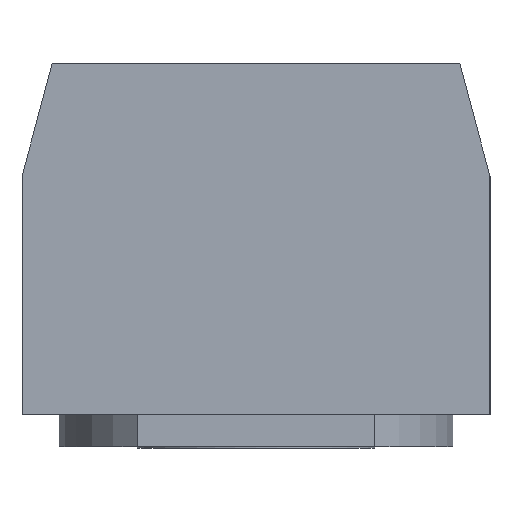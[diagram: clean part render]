
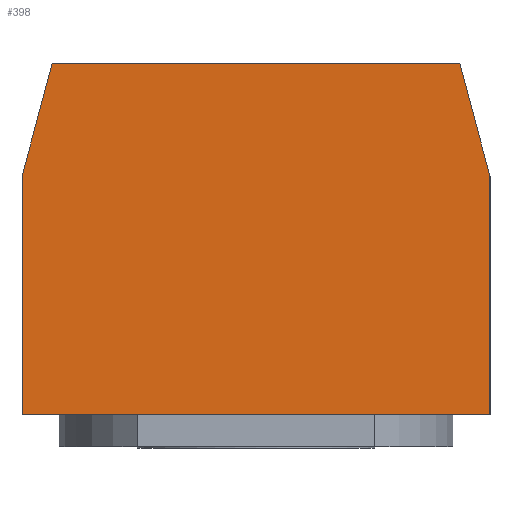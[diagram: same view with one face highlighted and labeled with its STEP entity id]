
A CAD part, left-side view. The second image highlights one B-rep face of the part: STEP entity #398.
In plain terms, the highlighted planar face has unit normal (-1, 0, 0).
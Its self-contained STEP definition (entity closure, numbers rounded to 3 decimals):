
#40=LINE('',#1657,#166);
#50=LINE('',#1677,#176);
#53=LINE('',#1684,#179);
#60=LINE('',#1705,#186);
#65=LINE('',#1715,#191);
#69=LINE('',#1726,#195);
#166=VECTOR('',#1285,1.);
#176=VECTOR('',#1297,1.);
#179=VECTOR('',#1302,1.);
#186=VECTOR('',#1319,1.);
#191=VECTOR('',#1326,1.);
#195=VECTOR('',#1336,1.);
#297=PLANE('',#1193);
#343=FACE_OUTER_BOUND('',#491,.T.);
#398=ADVANCED_FACE('',(#343),#297,.T.);
#491=EDGE_LOOP('',(#600,#601,#602,#603,#604,#605));
#600=ORIENTED_EDGE('',*,*,#975,.T.);
#601=ORIENTED_EDGE('',*,*,#985,.T.);
#602=ORIENTED_EDGE('',*,*,#988,.T.);
#603=ORIENTED_EDGE('',*,*,#999,.T.);
#604=ORIENTED_EDGE('',*,*,#1004,.T.);
#605=ORIENTED_EDGE('',*,*,#1010,.T.);
#869=VERTEX_POINT('',#1656);
#870=VERTEX_POINT('',#1658);
#878=VERTEX_POINT('',#1676);
#881=VERTEX_POINT('',#1683);
#890=VERTEX_POINT('',#1704);
#894=VERTEX_POINT('',#1714);
#975=EDGE_CURVE('',#870,#869,#40,.T.);
#985=EDGE_CURVE('',#869,#878,#50,.T.);
#988=EDGE_CURVE('',#878,#881,#53,.T.);
#999=EDGE_CURVE('',#881,#890,#60,.T.);
#1004=EDGE_CURVE('',#890,#894,#65,.T.);
#1010=EDGE_CURVE('',#894,#870,#69,.T.);
#1193=AXIS2_PLACEMENT_3D('',#1728,#1339,#1340);
#1285=DIRECTION('',(0.,0.,1.));
#1297=DIRECTION('',(0.,0.259,0.966));
#1302=DIRECTION('',(0.,1.,0.));
#1319=DIRECTION('',(0.,0.259,-0.966));
#1326=DIRECTION('',(0.,0.,-1.));
#1336=DIRECTION('',(0.,-1.,0.));
#1339=DIRECTION('',(-1.,0.,0.));
#1340=DIRECTION('',(0.,-1.,0.));
#1656=CARTESIAN_POINT('',(-169.,-62.,7.144));
#1657=CARTESIAN_POINT('',(-169.,-62.,-56.));
#1658=CARTESIAN_POINT('',(-169.,-62.,-56.));
#1676=CARTESIAN_POINT('',(-169.,-54.,37.));
#1677=CARTESIAN_POINT('',(-169.,-62.,7.144));
#1683=CARTESIAN_POINT('',(-169.,54.,37.));
#1684=CARTESIAN_POINT('',(-169.,-54.,37.));
#1704=CARTESIAN_POINT('',(-169.,62.,7.144));
#1705=CARTESIAN_POINT('',(-169.,54.,37.));
#1714=CARTESIAN_POINT('',(-169.,62.,-56.));
#1715=CARTESIAN_POINT('',(-169.,62.,7.144));
#1726=CARTESIAN_POINT('',(-169.,62.,-56.));
#1728=CARTESIAN_POINT('',(-169.,0.,0.));
